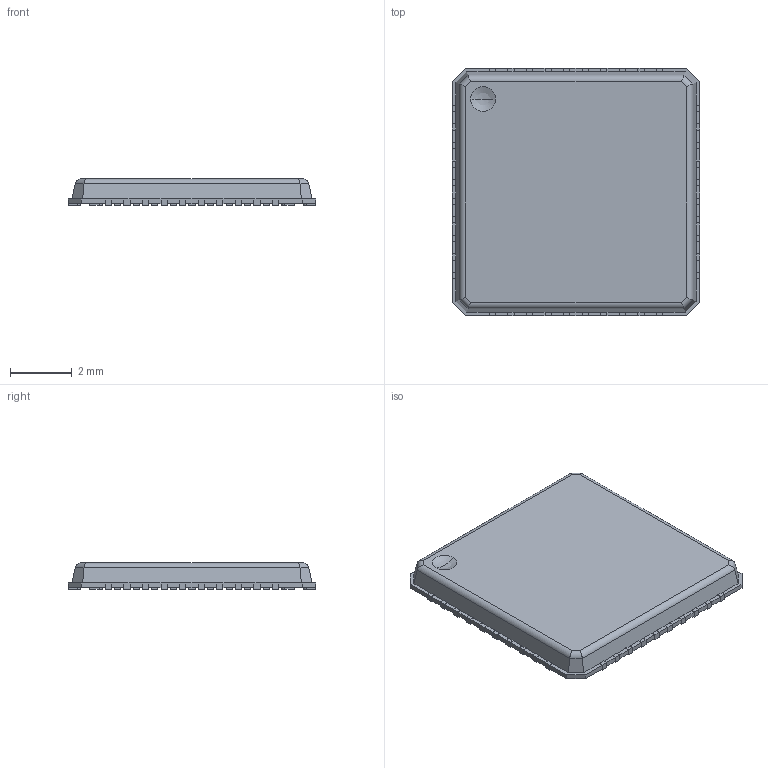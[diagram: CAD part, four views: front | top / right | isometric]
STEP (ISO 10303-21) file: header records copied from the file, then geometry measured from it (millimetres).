
FILE_DESCRIPTION((''),'2;1');
FILE_NAME('RVM0076A_ASM','2016-09-08T',('a0412025'),(''),'CREO PARAMETRIC BY PTC INC, 2016050','CREO PARAMETRIC BY PTC INC, 2016050','');
FILE_SCHEMA(('AUTOMOTIVE_DESIGN { 1 0 10303 214 1 1 1 1 }'));
Length unit declared in the file: millimetre
Products named in the file (3): BODY-QFN-PUNCH; FRAME-RVM0076A; RVM0076A_ASM
Assembly tree (2 placements, depth 2):
  RVM0076A_ASM
    BODY-QFN-PUNCH
    FRAME-RVM0076A
Bounding box: 8 x 8 x 0.85 mm (x, y, z)
Volume: 47.2 mm3; surface area: 205.6 mm2
Topology: 78 solids, 78 shells, 927 faces, 2114 edges, 1379 vertices
Faces by surface type: plane 755, cylinder 170, sphere 2
Entity records: 33457 total; most frequent: CARTESIAN_POINT 4486, DIRECTION 4296, ORIENTED_EDGE 4224, PRESENTATION_STYLE_ASSIGNMENT 2267, STYLED_ITEM 2190, CURVE_STYLE 2112, EDGE_CURVE 2112, VECTOR 1776
